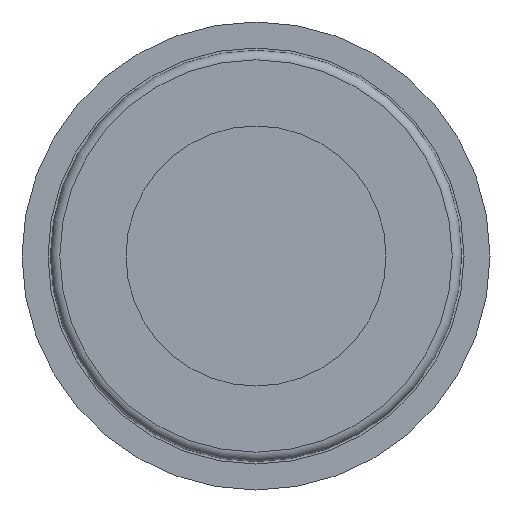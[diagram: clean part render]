
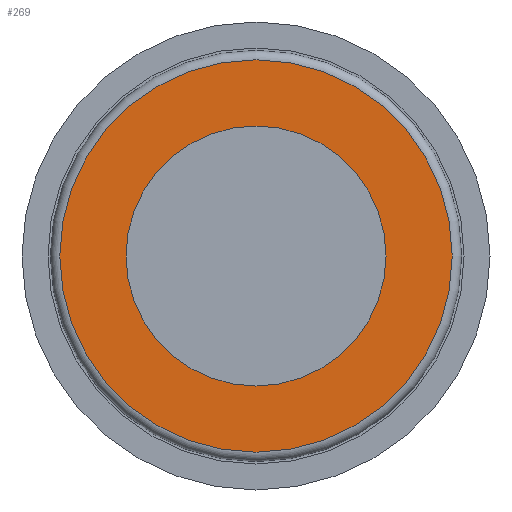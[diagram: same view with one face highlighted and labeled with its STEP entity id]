
A CAD part, front view. The second image highlights one B-rep face of the part: STEP entity #269.
In plain terms, the highlighted planar face has unit normal (0, -1, 0).
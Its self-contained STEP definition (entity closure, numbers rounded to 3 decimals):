
#61=FACE_BOUND('',#92,.T.);
#70=FACE_OUTER_BOUND('',#91,.T.);
#91=EDGE_LOOP('',(#209));
#92=EDGE_LOOP('',(#210));
#113=CIRCLE('',#319,41.5);
#115=CIRCLE('',#322,27.5);
#139=VERTEX_POINT('',#468);
#140=VERTEX_POINT('',#472);
#164=EDGE_CURVE('',#139,#139,#113,.T.);
#166=EDGE_CURVE('',#140,#140,#115,.T.);
#209=ORIENTED_EDGE('',*,*,#164,.T.);
#210=ORIENTED_EDGE('',*,*,#166,.F.);
#259=PLANE('',#321);
#269=ADVANCED_FACE('',(#70,#61),#259,.F.);
#319=AXIS2_PLACEMENT_3D('',#469,#379,#380);
#321=AXIS2_PLACEMENT_3D('',#471,#383,#384);
#322=AXIS2_PLACEMENT_3D('',#473,#385,#386);
#379=DIRECTION('center_axis',(0.,-1.,0.));
#380=DIRECTION('ref_axis',(0.,0.,-1.));
#383=DIRECTION('center_axis',(0.,1.,0.));
#384=DIRECTION('ref_axis',(0.,0.,1.));
#385=DIRECTION('center_axis',(0.,-1.,0.));
#386=DIRECTION('ref_axis',(0.,0.,-1.));
#468=CARTESIAN_POINT('',(0.,-2.,41.5));
#469=CARTESIAN_POINT('Origin',(0.,-2.,0.));
#471=CARTESIAN_POINT('Origin',(41.5,-2.,0.));
#472=CARTESIAN_POINT('',(0.,-2.,27.5));
#473=CARTESIAN_POINT('Origin',(0.,-2.,0.));
